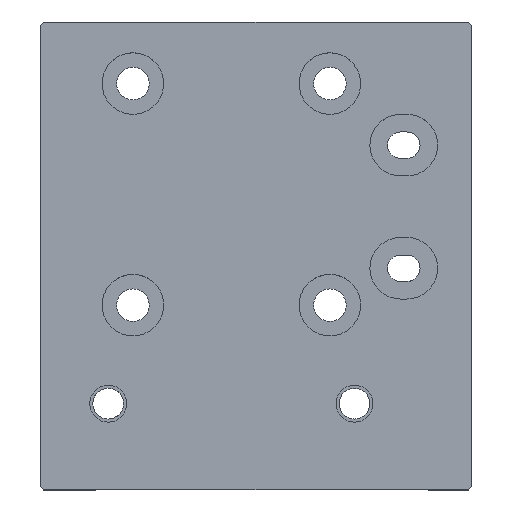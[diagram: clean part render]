
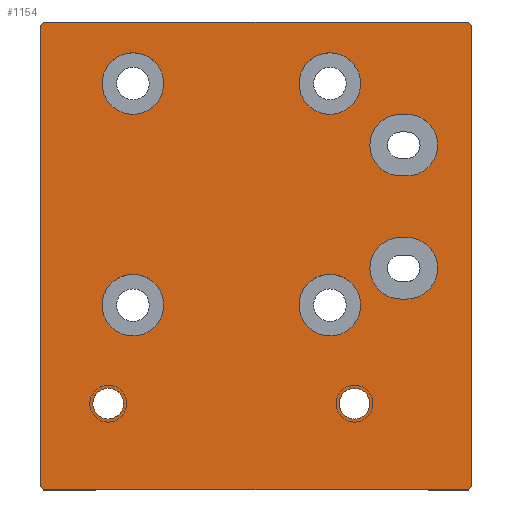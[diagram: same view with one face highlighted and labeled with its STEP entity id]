
A CAD part, top view. The second image highlights one B-rep face of the part: STEP entity #1154.
In plain terms, the highlighted planar face has unit normal (0, 0, 1).
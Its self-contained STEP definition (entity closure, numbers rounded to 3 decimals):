
#147=CARTESIAN_POINT('',(15.,30.,15.));
#148=DIRECTION('',(0.,0.,1.));
#149=DIRECTION('',(-1.,0.,0.));
#150=AXIS2_PLACEMENT_3D('',#147,#148,#149);
#152=CARTESIAN_POINT('',(15.,30.,15.));
#153=DIRECTION('',(0.,0.,1.));
#154=DIRECTION('',(1.,0.,0.));
#155=AXIS2_PLACEMENT_3D('',#152,#153,#154);
#157=CARTESIAN_POINT('',(47.,30.,15.));
#158=DIRECTION('',(0.,0.,1.));
#159=DIRECTION('',(-1.,0.,0.));
#160=AXIS2_PLACEMENT_3D('',#157,#158,#159);
#162=CARTESIAN_POINT('',(47.,30.,15.));
#163=DIRECTION('',(0.,0.,1.));
#164=DIRECTION('',(1.,0.,0.));
#165=AXIS2_PLACEMENT_3D('',#162,#163,#164);
#167=CARTESIAN_POINT('',(15.,66.,15.));
#168=DIRECTION('',(0.,0.,1.));
#169=DIRECTION('',(-1.,0.,0.));
#170=AXIS2_PLACEMENT_3D('',#167,#168,#169);
#172=CARTESIAN_POINT('',(15.,66.,15.));
#173=DIRECTION('',(0.,0.,1.));
#174=DIRECTION('',(1.,0.,0.));
#175=AXIS2_PLACEMENT_3D('',#172,#173,#174);
#177=CARTESIAN_POINT('',(47.,66.,15.));
#178=DIRECTION('',(0.,0.,1.));
#179=DIRECTION('',(-1.,0.,0.));
#180=AXIS2_PLACEMENT_3D('',#177,#178,#179);
#182=CARTESIAN_POINT('',(47.,66.,15.));
#183=DIRECTION('',(0.,0.,1.));
#184=DIRECTION('',(1.,0.,0.));
#185=AXIS2_PLACEMENT_3D('',#182,#183,#184);
#187=CARTESIAN_POINT('',(11.,14.,15.));
#188=DIRECTION('',(0.,0.,1.));
#189=DIRECTION('',(-1.,0.,0.));
#190=AXIS2_PLACEMENT_3D('',#187,#188,#189);
#192=CARTESIAN_POINT('',(11.,14.,15.));
#193=DIRECTION('',(0.,0.,1.));
#194=DIRECTION('',(1.,0.,0.));
#195=AXIS2_PLACEMENT_3D('',#192,#193,#194);
#197=CARTESIAN_POINT('',(51.,14.,15.));
#198=DIRECTION('',(0.,0.,1.));
#199=DIRECTION('',(-1.,0.,0.));
#200=AXIS2_PLACEMENT_3D('',#197,#198,#199);
#202=CARTESIAN_POINT('',(51.,14.,15.));
#203=DIRECTION('',(0.,0.,1.));
#204=DIRECTION('',(1.,0.,0.));
#205=AXIS2_PLACEMENT_3D('',#202,#203,#204);
#207=CARTESIAN_POINT('',(59.5,36.,15.));
#208=DIRECTION('',(0.,0.,1.));
#209=DIRECTION('',(0.,-1.,0.));
#210=AXIS2_PLACEMENT_3D('',#207,#208,#209);
#212=DIRECTION('',(-1.,0.,0.));
#213=VECTOR('',#212,1.);
#214=CARTESIAN_POINT('',(59.5,41.,15.));
#215=LINE('',#214,#213);
#216=CARTESIAN_POINT('',(58.5,36.,15.));
#217=DIRECTION('',(0.,0.,1.));
#218=DIRECTION('',(0.,1.,0.));
#219=AXIS2_PLACEMENT_3D('',#216,#217,#218);
#221=DIRECTION('',(1.,0.,0.));
#222=VECTOR('',#221,1.);
#223=CARTESIAN_POINT('',(58.5,31.,15.));
#224=LINE('',#223,#222);
#225=CARTESIAN_POINT('',(59.5,56.,15.));
#226=DIRECTION('',(0.,0.,1.));
#227=DIRECTION('',(0.,-1.,0.));
#228=AXIS2_PLACEMENT_3D('',#225,#226,#227);
#230=DIRECTION('',(-1.,0.,0.));
#231=VECTOR('',#230,1.);
#232=CARTESIAN_POINT('',(59.5,61.,15.));
#233=LINE('',#232,#231);
#234=CARTESIAN_POINT('',(58.5,56.,15.));
#235=DIRECTION('',(0.,0.,1.));
#236=DIRECTION('',(0.,1.,0.));
#237=AXIS2_PLACEMENT_3D('',#234,#235,#236);
#239=DIRECTION('',(1.,0.,0.));
#240=VECTOR('',#239,1.);
#241=CARTESIAN_POINT('',(58.5,51.,15.));
#242=LINE('',#241,#240);
#243=DIRECTION('',(0.707,0.707,0.));
#244=VECTOR('',#243,0.707);
#245=CARTESIAN_POINT('',(69.5,0.,15.));
#246=LINE('',#245,#244);
#247=DIRECTION('',(1.,0.,0.));
#248=VECTOR('',#247,69.);
#249=CARTESIAN_POINT('',(0.5,0.,15.));
#250=LINE('',#249,#248);
#251=DIRECTION('',(0.707,-0.707,0.));
#252=VECTOR('',#251,0.707);
#253=CARTESIAN_POINT('',(0.,0.5,15.));
#254=LINE('',#253,#252);
#255=DIRECTION('',(0.,-1.,0.));
#256=VECTOR('',#255,75.);
#257=CARTESIAN_POINT('',(0.,75.5,15.));
#258=LINE('',#257,#256);
#259=DIRECTION('',(-0.707,-0.707,0.));
#260=VECTOR('',#259,0.707);
#261=CARTESIAN_POINT('',(0.5,76.,15.));
#262=LINE('',#261,#260);
#263=DIRECTION('',(-1.,0.,0.));
#264=VECTOR('',#263,69.);
#265=CARTESIAN_POINT('',(69.5,76.,15.));
#266=LINE('',#265,#264);
#267=DIRECTION('',(-0.707,0.707,0.));
#268=VECTOR('',#267,0.707);
#269=CARTESIAN_POINT('',(70.,75.5,15.));
#270=LINE('',#269,#268);
#271=DIRECTION('',(0.,1.,0.));
#272=VECTOR('',#271,75.);
#273=CARTESIAN_POINT('',(70.,0.5,15.));
#274=LINE('',#273,#272);
#702=CARTESIAN_POINT('',(10.,30.,15.));
#703=CARTESIAN_POINT('',(20.,30.,15.));
#704=VERTEX_POINT('',#702);
#705=VERTEX_POINT('',#703);
#714=CARTESIAN_POINT('',(42.,30.,15.));
#715=CARTESIAN_POINT('',(52.,30.,15.));
#716=VERTEX_POINT('',#714);
#717=VERTEX_POINT('',#715);
#726=CARTESIAN_POINT('',(10.,66.,15.));
#727=CARTESIAN_POINT('',(20.,66.,15.));
#728=VERTEX_POINT('',#726);
#729=VERTEX_POINT('',#727);
#738=CARTESIAN_POINT('',(42.,66.,15.));
#739=CARTESIAN_POINT('',(52.,66.,15.));
#740=VERTEX_POINT('',#738);
#741=VERTEX_POINT('',#739);
#748=CARTESIAN_POINT('',(8.5,14.,15.));
#749=CARTESIAN_POINT('',(13.5,14.,15.));
#750=VERTEX_POINT('',#748);
#751=VERTEX_POINT('',#749);
#754=CARTESIAN_POINT('',(48.5,14.,15.));
#755=CARTESIAN_POINT('',(53.5,14.,15.));
#756=VERTEX_POINT('',#754);
#757=VERTEX_POINT('',#755);
#814=CARTESIAN_POINT('',(59.5,31.,15.));
#815=CARTESIAN_POINT('',(59.5,41.,15.));
#816=VERTEX_POINT('',#814);
#817=VERTEX_POINT('',#815);
#818=CARTESIAN_POINT('',(58.5,41.,15.));
#819=VERTEX_POINT('',#818);
#820=CARTESIAN_POINT('',(58.5,31.,15.));
#821=VERTEX_POINT('',#820);
#838=CARTESIAN_POINT('',(59.5,51.,15.));
#839=VERTEX_POINT('',#838);
#840=CARTESIAN_POINT('',(59.5,61.,15.));
#841=VERTEX_POINT('',#840);
#842=CARTESIAN_POINT('',(58.5,61.,15.));
#843=VERTEX_POINT('',#842);
#844=CARTESIAN_POINT('',(58.5,51.,15.));
#845=VERTEX_POINT('',#844);
#870=CARTESIAN_POINT('',(69.5,0.,15.));
#871=VERTEX_POINT('',#870);
#872=CARTESIAN_POINT('',(70.,0.5,15.));
#873=VERTEX_POINT('',#872);
#878=CARTESIAN_POINT('',(0.,0.5,15.));
#879=VERTEX_POINT('',#878);
#880=CARTESIAN_POINT('',(0.5,0.,15.));
#881=VERTEX_POINT('',#880);
#886=CARTESIAN_POINT('',(70.,75.5,15.));
#887=VERTEX_POINT('',#886);
#888=CARTESIAN_POINT('',(69.5,76.,15.));
#889=VERTEX_POINT('',#888);
#894=CARTESIAN_POINT('',(0.5,76.,15.));
#895=VERTEX_POINT('',#894);
#896=CARTESIAN_POINT('',(0.,75.5,15.));
#897=VERTEX_POINT('',#896);
#1079=CARTESIAN_POINT('',(0.,0.,15.));
#1080=DIRECTION('',(0.,0.,1.));
#1081=DIRECTION('',(1.,0.,0.));
#1082=AXIS2_PLACEMENT_3D('',#1079,#1080,#1081);
#1083=PLANE('',#1082);
#1084=ORIENTED_EDGE('',*,*,#956,.F.);
#1085=ORIENTED_EDGE('',*,*,#979,.F.);
#1087=ORIENTED_EDGE('',*,*,#1086,.F.);
#1089=ORIENTED_EDGE('',*,*,#1088,.F.);
#1091=ORIENTED_EDGE('',*,*,#1090,.F.);
#1093=ORIENTED_EDGE('',*,*,#1092,.F.);
#1095=ORIENTED_EDGE('',*,*,#1094,.F.);
#1097=ORIENTED_EDGE('',*,*,#1096,.F.);
#1098=EDGE_LOOP('',(#1084,#1085,#1087,#1089,#1091,#1093,#1095,#1097));
#1099=FACE_OUTER_BOUND('',#1098,.F.);
#1101=ORIENTED_EDGE('',*,*,#1100,.T.);
#1103=ORIENTED_EDGE('',*,*,#1102,.T.);
#1104=EDGE_LOOP('',(#1101,#1103));
#1105=FACE_BOUND('',#1104,.F.);
#1107=ORIENTED_EDGE('',*,*,#1106,.T.);
#1109=ORIENTED_EDGE('',*,*,#1108,.T.);
#1110=EDGE_LOOP('',(#1107,#1109));
#1111=FACE_BOUND('',#1110,.F.);
#1113=ORIENTED_EDGE('',*,*,#1112,.T.);
#1115=ORIENTED_EDGE('',*,*,#1114,.T.);
#1116=EDGE_LOOP('',(#1113,#1115));
#1117=FACE_BOUND('',#1116,.F.);
#1119=ORIENTED_EDGE('',*,*,#1118,.T.);
#1121=ORIENTED_EDGE('',*,*,#1120,.T.);
#1122=EDGE_LOOP('',(#1119,#1121));
#1123=FACE_BOUND('',#1122,.F.);
#1125=ORIENTED_EDGE('',*,*,#1124,.T.);
#1127=ORIENTED_EDGE('',*,*,#1126,.T.);
#1128=EDGE_LOOP('',(#1125,#1127));
#1129=FACE_BOUND('',#1128,.F.);
#1131=ORIENTED_EDGE('',*,*,#1130,.T.);
#1133=ORIENTED_EDGE('',*,*,#1132,.T.);
#1135=ORIENTED_EDGE('',*,*,#1134,.T.);
#1137=ORIENTED_EDGE('',*,*,#1136,.T.);
#1138=EDGE_LOOP('',(#1131,#1133,#1135,#1137));
#1139=FACE_BOUND('',#1138,.F.);
#1140=ORIENTED_EDGE('',*,*,#1060,.T.);
#1142=ORIENTED_EDGE('',*,*,#1141,.T.);
#1144=ORIENTED_EDGE('',*,*,#1143,.T.);
#1145=ORIENTED_EDGE('',*,*,#1071,.T.);
#1146=EDGE_LOOP('',(#1140,#1142,#1144,#1145));
#1147=FACE_BOUND('',#1146,.F.);
#1149=ORIENTED_EDGE('',*,*,#1148,.T.);
#1151=ORIENTED_EDGE('',*,*,#1150,.T.);
#1152=EDGE_LOOP('',(#1149,#1151));
#1153=FACE_BOUND('',#1152,.F.);
#1154=ADVANCED_FACE('',(#1099,#1105,#1111,#1117,#1123,#1129,#1139,#1147,#1153),
#1083,.T.);
#151=CIRCLE('',#150,5.);
#156=CIRCLE('',#155,5.);
#161=CIRCLE('',#160,5.);
#166=CIRCLE('',#165,5.);
#171=CIRCLE('',#170,5.);
#176=CIRCLE('',#175,5.);
#181=CIRCLE('',#180,5.);
#186=CIRCLE('',#185,5.);
#191=CIRCLE('',#190,2.5);
#196=CIRCLE('',#195,2.5);
#201=CIRCLE('',#200,2.5);
#206=CIRCLE('',#205,2.5);
#211=CIRCLE('',#210,5.);
#220=CIRCLE('',#219,5.);
#229=CIRCLE('',#228,5.);
#238=CIRCLE('',#237,5.);
#956=EDGE_CURVE('',#871,#873,#246,.T.);
#979=EDGE_CURVE('',#881,#871,#250,.T.);
#1060=EDGE_CURVE('',#839,#841,#229,.T.);
#1071=EDGE_CURVE('',#845,#839,#242,.T.);
#1086=EDGE_CURVE('',#879,#881,#254,.T.);
#1088=EDGE_CURVE('',#897,#879,#258,.T.);
#1090=EDGE_CURVE('',#895,#897,#262,.T.);
#1092=EDGE_CURVE('',#889,#895,#266,.T.);
#1094=EDGE_CURVE('',#887,#889,#270,.T.);
#1096=EDGE_CURVE('',#873,#887,#274,.T.);
#1100=EDGE_CURVE('',#716,#717,#161,.T.);
#1102=EDGE_CURVE('',#717,#716,#166,.T.);
#1106=EDGE_CURVE('',#728,#729,#171,.T.);
#1108=EDGE_CURVE('',#729,#728,#176,.T.);
#1112=EDGE_CURVE('',#740,#741,#181,.T.);
#1114=EDGE_CURVE('',#741,#740,#186,.T.);
#1118=EDGE_CURVE('',#750,#751,#191,.T.);
#1120=EDGE_CURVE('',#751,#750,#196,.T.);
#1124=EDGE_CURVE('',#756,#757,#201,.T.);
#1126=EDGE_CURVE('',#757,#756,#206,.T.);
#1130=EDGE_CURVE('',#816,#817,#211,.T.);
#1132=EDGE_CURVE('',#817,#819,#215,.T.);
#1134=EDGE_CURVE('',#819,#821,#220,.T.);
#1136=EDGE_CURVE('',#821,#816,#224,.T.);
#1141=EDGE_CURVE('',#841,#843,#233,.T.);
#1143=EDGE_CURVE('',#843,#845,#238,.T.);
#1148=EDGE_CURVE('',#704,#705,#151,.T.);
#1150=EDGE_CURVE('',#705,#704,#156,.T.);
